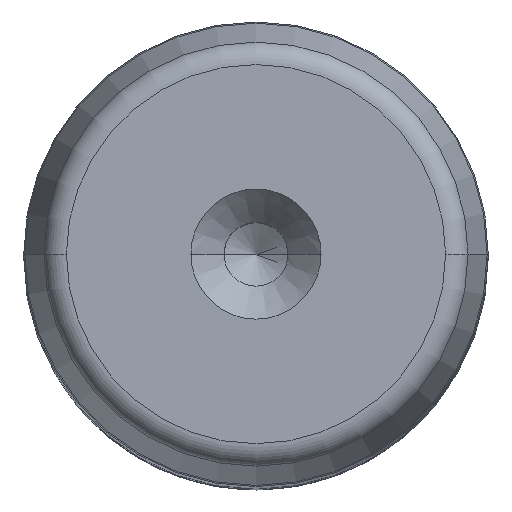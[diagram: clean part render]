
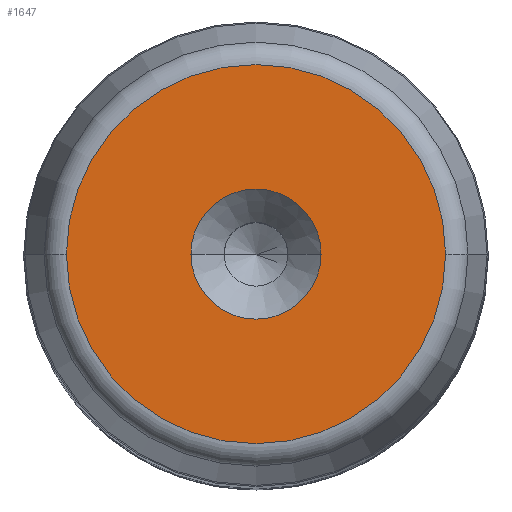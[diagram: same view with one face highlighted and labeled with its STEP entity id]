
A CAD part, top view. The second image highlights one B-rep face of the part: STEP entity #1647.
In plain terms, the highlighted planar face has unit normal (0, 0, 1).
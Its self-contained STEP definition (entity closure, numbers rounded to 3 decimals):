
#9 = CIRCLE ( 'NONE', #1831, 16.322 ) ;
#18 = DIRECTION ( 'NONE',  ( 1., 0., 0. ) ) ;
#196 = DIRECTION ( 'NONE',  ( 0., 0., 1. ) ) ;
#228 = ORIENTED_EDGE ( 'NONE', *, *, #1546, .T. ) ;
#240 = AXIS2_PLACEMENT_3D ( 'NONE', #1127, #196, #1844 ) ;
#321 = AXIS2_PLACEMENT_3D ( 'NONE', #2318, #2082, #1608 ) ;
#401 = CARTESIAN_POINT ( 'NONE',  ( 0., 0., 180. ) ) ;
#558 = CIRCLE ( 'NONE', #321, 5.6 ) ;
#570 = EDGE_CURVE ( 'NONE', #2920, #886, #2018, .T. ) ;
#654 = DIRECTION ( 'NONE',  ( 0., 0., 1. ) ) ;
#714 = AXIS2_PLACEMENT_3D ( 'NONE', #401, #2813, #3067 ) ;
#738 = ORIENTED_EDGE ( 'NONE', *, *, #570, .F. ) ;
#787 = FACE_BOUND ( 'NONE', #1305, .T. ) ;
#819 = ORIENTED_EDGE ( 'NONE', *, *, #1879, .F. ) ;
#886 = VERTEX_POINT ( 'NONE', #1106 ) ;
#960 = CARTESIAN_POINT ( 'NONE',  ( 0., 0., 180. ) ) ;
#1090 = CARTESIAN_POINT ( 'NONE',  ( 16.322, 0., 180. ) ) ;
#1106 = CARTESIAN_POINT ( 'NONE',  ( 5.6, 0., 180. ) ) ;
#1127 = CARTESIAN_POINT ( 'NONE',  ( 0., 0., 180. ) ) ;
#1181 = VERTEX_POINT ( 'NONE', #1672 ) ;
#1233 = CARTESIAN_POINT ( 'NONE',  ( -5.6, 0., 180. ) ) ;
#1305 = EDGE_LOOP ( 'NONE', ( #819, #738 ) ) ;
#1391 = EDGE_LOOP ( 'NONE', ( #228, #1488 ) ) ;
#1488 = ORIENTED_EDGE ( 'NONE', *, *, #1797, .T. ) ;
#1546 = EDGE_CURVE ( 'NONE', #1784, #1181, #2824, .T. ) ;
#1608 = DIRECTION ( 'NONE',  ( 1., 0., 0. ) ) ;
#1647 = ADVANCED_FACE ( 'NONE', ( #2740, #787 ), #2365, .T. ) ;
#1672 = CARTESIAN_POINT ( 'NONE',  ( -16.322, 0., 180. ) ) ;
#1784 = VERTEX_POINT ( 'NONE', #1090 ) ;
#1797 = EDGE_CURVE ( 'NONE', #1181, #1784, #9, .T. ) ;
#1831 = AXIS2_PLACEMENT_3D ( 'NONE', #2307, #654, #2760 ) ;
#1844 = DIRECTION ( 'NONE',  ( 1., 0., 0. ) ) ;
#1879 = EDGE_CURVE ( 'NONE', #886, #2920, #558, .T. ) ;
#1913 = DIRECTION ( 'NONE',  ( 0., 0., 1. ) ) ;
#2018 = CIRCLE ( 'NONE', #2958, 5.6 ) ;
#2082 = DIRECTION ( 'NONE',  ( 0., 0., 1. ) ) ;
#2307 = CARTESIAN_POINT ( 'NONE',  ( 0., 0., 180. ) ) ;
#2318 = CARTESIAN_POINT ( 'NONE',  ( 0., 0., 180. ) ) ;
#2365 = PLANE ( 'NONE',  #714 ) ;
#2740 = FACE_OUTER_BOUND ( 'NONE', #1391, .T. ) ;
#2760 = DIRECTION ( 'NONE',  ( 1., 0., 0. ) ) ;
#2813 = DIRECTION ( 'NONE',  ( 0., 0., 1. ) ) ;
#2824 = CIRCLE ( 'NONE', #240, 16.322 ) ;
#2920 = VERTEX_POINT ( 'NONE', #1233 ) ;
#2958 = AXIS2_PLACEMENT_3D ( 'NONE', #960, #1913, #18 ) ;
#3067 = DIRECTION ( 'NONE',  ( 1., 0., 0. ) ) ;
